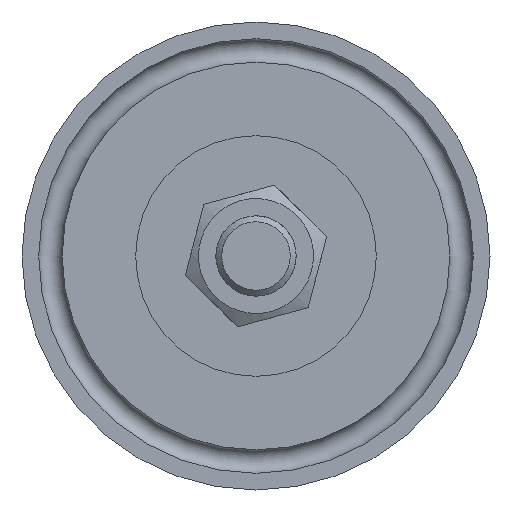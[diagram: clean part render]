
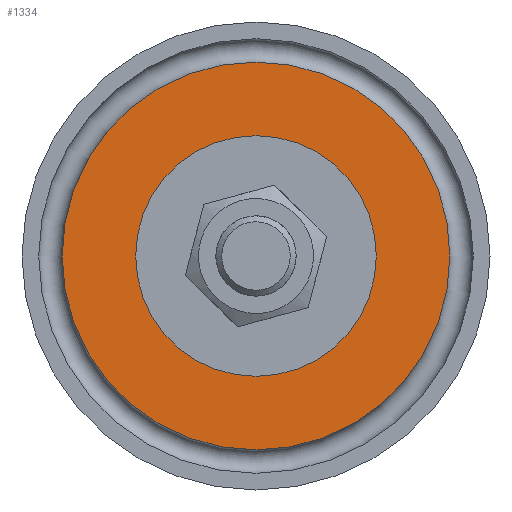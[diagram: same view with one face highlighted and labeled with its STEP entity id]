
A CAD part, front view. The second image highlights one B-rep face of the part: STEP entity #1334.
In plain terms, the highlighted planar face has unit normal (0, -1, 0).
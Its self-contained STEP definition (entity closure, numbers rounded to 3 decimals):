
#194=PLANE('',#1508);
#239=FACE_BOUND('',#480,.T.);
#361=FACE_OUTER_BOUND('',#479,.T.);
#479=EDGE_LOOP('',(#1139));
#480=EDGE_LOOP('',(#1140));
#624=CIRCLE('',#1504,6.325);
#627=CIRCLE('',#1509,29.);
#740=VERTEX_POINT('',#2286);
#743=VERTEX_POINT('',#2294);
#892=EDGE_CURVE('',#740,#740,#624,.T.);
#895=EDGE_CURVE('',#743,#743,#627,.T.);
#1139=ORIENTED_EDGE('',*,*,#895,.T.);
#1140=ORIENTED_EDGE('',*,*,#892,.F.);
#1334=ADVANCED_FACE('',(#361,#239),#194,.T.);
#1504=AXIS2_PLACEMENT_3D('',#2287,#1866,#1867);
#1508=AXIS2_PLACEMENT_3D('',#2293,#1874,#1875);
#1509=AXIS2_PLACEMENT_3D('',#2295,#1876,#1877);
#1866=DIRECTION('center_axis',(0.,-1.,0.));
#1867=DIRECTION('ref_axis',(0.,0.,-1.));
#1874=DIRECTION('center_axis',(0.,-1.,0.));
#1875=DIRECTION('ref_axis',(0.,0.,1.));
#1876=DIRECTION('center_axis',(0.,-1.,0.));
#1877=DIRECTION('ref_axis',(-1.,0.,0.));
#2286=CARTESIAN_POINT('',(0.,0.,6.325));
#2287=CARTESIAN_POINT('Origin',(0.,0.,
0.));
#2293=CARTESIAN_POINT('Origin',(0.,0.,
6.125));
#2294=CARTESIAN_POINT('',(0.,0.,29.));
#2295=CARTESIAN_POINT('Origin',(0.,0.,
0.));
